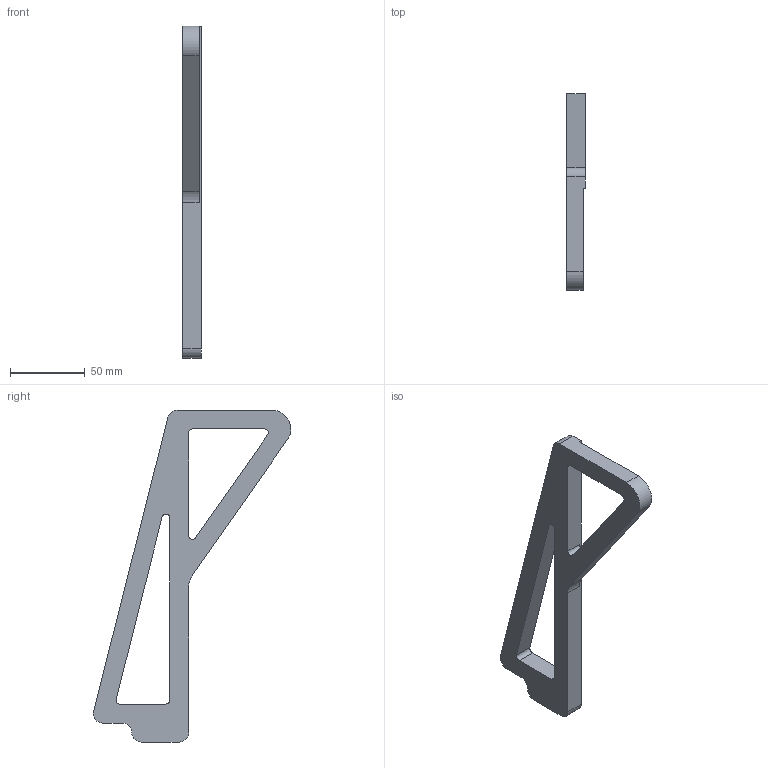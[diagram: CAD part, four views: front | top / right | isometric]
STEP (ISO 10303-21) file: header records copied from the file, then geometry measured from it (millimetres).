
FILE_DESCRIPTION (( 'STEP AP203' ), '1' );
FILE_NAME ('GrabberArm1pt2.STEP', '2024-04-05T04:49:12', ( '' ), ( '' ), 'SwSTEP 2.0', 'SolidWorks 2022', '' );
FILE_SCHEMA (( 'CONFIG_CONTROL_DESIGN' ));
Length unit declared in the file: inch
Products named in the file (1): GrabberArm1pt2
Bounding box: 12.7 x 132.18 x 222.25 mm (x, y, z)
Volume: 101904 mm3; surface area: 30242.1 mm2
Topology: 1 solids, 1 shells, 29 faces, 84 edges, 56 vertices
Faces by surface type: cylinder 15, plane 14
Entity records: 1055 total; most frequent: DIRECTION 174, CARTESIAN_POINT 170, ORIENTED_EDGE 168, EDGE_CURVE 84, AXIS2_PLACEMENT_3D 60, VERTEX_POINT 56, LINE 54, VECTOR 54
